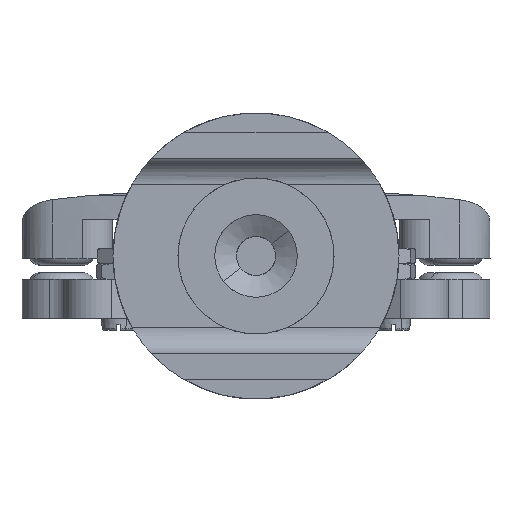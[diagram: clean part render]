
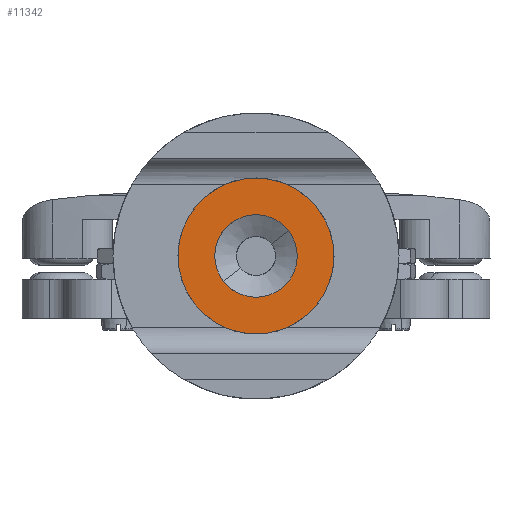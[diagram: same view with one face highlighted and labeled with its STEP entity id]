
A CAD part, left-side view. The second image highlights one B-rep face of the part: STEP entity #11342.
In plain terms, the highlighted planar face has unit normal (-1, 0, 0).
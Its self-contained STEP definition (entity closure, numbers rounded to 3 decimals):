
#10535=AXIS2_PLACEMENT_3D('Circle Axis2P3D',#10533,#10534,$) ;
#10591=AXIS2_PLACEMENT_3D('Circle Axis2P3D',#10589,#10590,$) ;
#11318=AXIS2_PLACEMENT_3D('Plane Axis2P3D',#11315,#11316,#11317) ;
#11322=AXIS2_PLACEMENT_3D('Circle Axis2P3D',#11320,#11321,$) ;
#11331=AXIS2_PLACEMENT_3D('Circle Axis2P3D',#11329,#11330,$) ;
#10533=CARTESIAN_POINT('Axis2P3D Location',(-18.,0.,0.)) ;
#10537=CARTESIAN_POINT('Vertex',(-18.,2.786,1.522)) ;
#10539=CARTESIAN_POINT('Vertex',(-18.,-2.786,-1.522)) ;
#10589=CARTESIAN_POINT('Axis2P3D Location',(-18.,0.,0.)) ;
#11315=CARTESIAN_POINT('Axis2P3D Location',(-18.,6.,0.)) ;
#11320=CARTESIAN_POINT('Axis2P3D Location',(-18.,0.,0.)) ;
#11324=CARTESIAN_POINT('Vertex',(-18.,5.265,2.877)) ;
#11326=CARTESIAN_POINT('Vertex',(-18.,-5.265,-2.877)) ;
#11329=CARTESIAN_POINT('Axis2P3D Location',(-18.,0.,0.)) ;
#10534=DIRECTION('Axis2P3D Direction',(1.,0.,0.)) ;
#10590=DIRECTION('Axis2P3D Direction',(1.,0.,0.)) ;
#11316=DIRECTION('Axis2P3D Direction',(1.,0.,0.)) ;
#11317=DIRECTION('Axis2P3D XDirection',(0.,1.,0.)) ;
#11321=DIRECTION('Axis2P3D Direction',(1.,0.,0.)) ;
#11330=DIRECTION('Axis2P3D Direction',(1.,0.,0.)) ;
#11335=ORIENTED_EDGE('',*,*,#11328,.F.) ;
#11336=ORIENTED_EDGE('',*,*,#11333,.F.) ;
#11339=ORIENTED_EDGE('',*,*,#10593,.T.) ;
#11340=ORIENTED_EDGE('',*,*,#10541,.T.) ;
#11341=FACE_BOUND('',#11338,.T.) ;
#11342=ADVANCED_FACE('Hauptk\X2\00F6\X0\rper',(#11337,#11341),#11319,.F.) ;
#10536=CIRCLE('generated circle',#10535,3.175) ;
#10592=CIRCLE('generated circle',#10591,3.175) ;
#11323=CIRCLE('generated circle',#11322,6.) ;
#11332=CIRCLE('generated circle',#11331,6.) ;
#10541=EDGE_CURVE('',#10538,#10540,#10536,.T.) ;
#10593=EDGE_CURVE('',#10540,#10538,#10592,.T.) ;
#11328=EDGE_CURVE('',#11325,#11327,#11323,.T.) ;
#11333=EDGE_CURVE('',#11327,#11325,#11332,.T.) ;
#11334=EDGE_LOOP('',(#11335,#11336)) ;
#11338=EDGE_LOOP('',(#11339,#11340)) ;
#11337=FACE_OUTER_BOUND('',#11334,.T.) ;
#11319=PLANE('',#11318) ;
#10538=VERTEX_POINT('',#10537) ;
#10540=VERTEX_POINT('',#10539) ;
#11325=VERTEX_POINT('',#11324) ;
#11327=VERTEX_POINT('',#11326) ;
